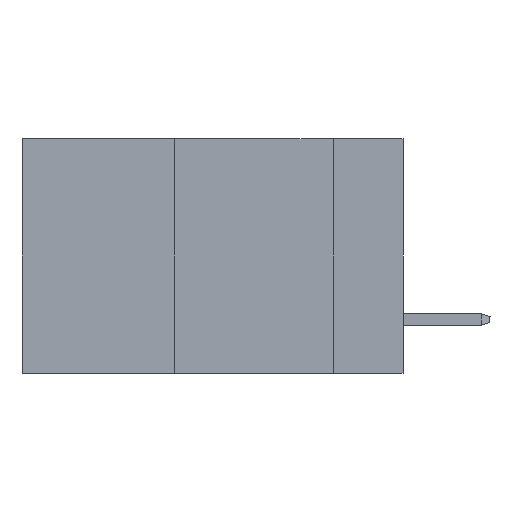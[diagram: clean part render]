
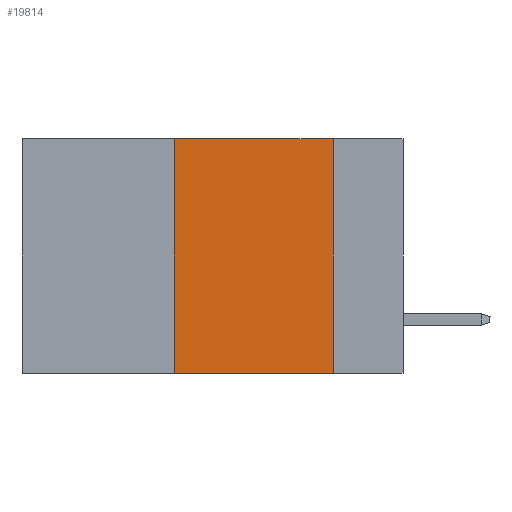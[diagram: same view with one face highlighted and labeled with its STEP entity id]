
A CAD part, left-side view. The second image highlights one B-rep face of the part: STEP entity #19814.
In plain terms, the highlighted planar face has unit normal (-1, 0, 0).
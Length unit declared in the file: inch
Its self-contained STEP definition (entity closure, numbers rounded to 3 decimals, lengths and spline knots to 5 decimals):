
#99 = LINE ( 'NONE', #2178, #9575 ) ;
#561 = DIRECTION ( 'NONE',  ( 0., -1., 0. ) ) ;
#2178 = CARTESIAN_POINT ( 'NONE',  ( 0., 0.11, 0. ) ) ;
#2791 = CARTESIAN_POINT ( 'NONE',  ( 0., 0.6, 0. ) ) ;
#2798 = VERTEX_POINT ( 'NONE', #16658 ) ;
#3354 = FACE_OUTER_BOUND ( 'NONE', #5951, .T. ) ;
#3432 = ORIENTED_EDGE ( 'NONE', *, *, #27253, .F. ) ;
#3516 = EDGE_CURVE ( 'NONE', #6284, #21400, #19106, .T. ) ;
#5286 = LINE ( 'NONE', #2791, #26222 ) ;
#5951 = EDGE_LOOP ( 'NONE', ( #3432, #6687, #20724, #20802 ) ) ;
#6284 = VERTEX_POINT ( 'NONE', #26811 ) ;
#6582 = LINE ( 'NONE', #22335, #26733 ) ;
#6687 = ORIENTED_EDGE ( 'NONE', *, *, #28887, .F. ) ;
#7345 = VECTOR ( 'NONE', #27705, 39.37008 ) ;
#9415 = CARTESIAN_POINT ( 'NONE',  ( 0., 0.11, 0. ) ) ;
#9575 = VECTOR ( 'NONE', #27116, 39.37008 ) ;
#11525 = CARTESIAN_POINT ( 'NONE',  ( 0., 0.11, -0.37 ) ) ;
#16066 = EDGE_CURVE ( 'NONE', #6284, #2798, #6582, .T. ) ;
#16589 = CARTESIAN_POINT ( 'NONE',  ( 0., 0.6, -0.37 ) ) ;
#16658 = CARTESIAN_POINT ( 'NONE',  ( 0., 0.36, 0. ) ) ;
#16724 = DIRECTION ( 'NONE',  ( 0., 0., -1. ) ) ;
#19099 = CARTESIAN_POINT ( 'NONE',  ( 0., 0.6, 0. ) ) ;
#19106 = LINE ( 'NONE', #16589, #7345 ) ;
#19269 = AXIS2_PLACEMENT_3D ( 'NONE', #19099, #28283, #16724 ) ;
#19814 = ADVANCED_FACE ( 'NONE', ( #3354 ), #25761, .F. ) ;
#20724 = ORIENTED_EDGE ( 'NONE', *, *, #16066, .F. ) ;
#20802 = ORIENTED_EDGE ( 'NONE', *, *, #3516, .T. ) ;
#21400 = VERTEX_POINT ( 'NONE', #11525 ) ;
#22189 = DIRECTION ( 'NONE',  ( 0., 0., 1. ) ) ;
#22335 = CARTESIAN_POINT ( 'NONE',  ( 0., 0.36, 0. ) ) ;
#24805 = VERTEX_POINT ( 'NONE', #9415 ) ;
#25761 = PLANE ( 'NONE',  #19269 ) ;
#26222 = VECTOR ( 'NONE', #561, 39.37008 ) ;
#26733 = VECTOR ( 'NONE', #22189, 39.37008 ) ;
#26811 = CARTESIAN_POINT ( 'NONE',  ( 0., 0.36, -0.37 ) ) ;
#27116 = DIRECTION ( 'NONE',  ( 0., 0., -1. ) ) ;
#27253 = EDGE_CURVE ( 'NONE', #24805, #21400, #99, .T. ) ;
#27705 = DIRECTION ( 'NONE',  ( 0., -1., 0. ) ) ;
#28283 = DIRECTION ( 'NONE',  ( 1., 0., 0. ) ) ;
#28887 = EDGE_CURVE ( 'NONE', #2798, #24805, #5286, .T. ) ;
